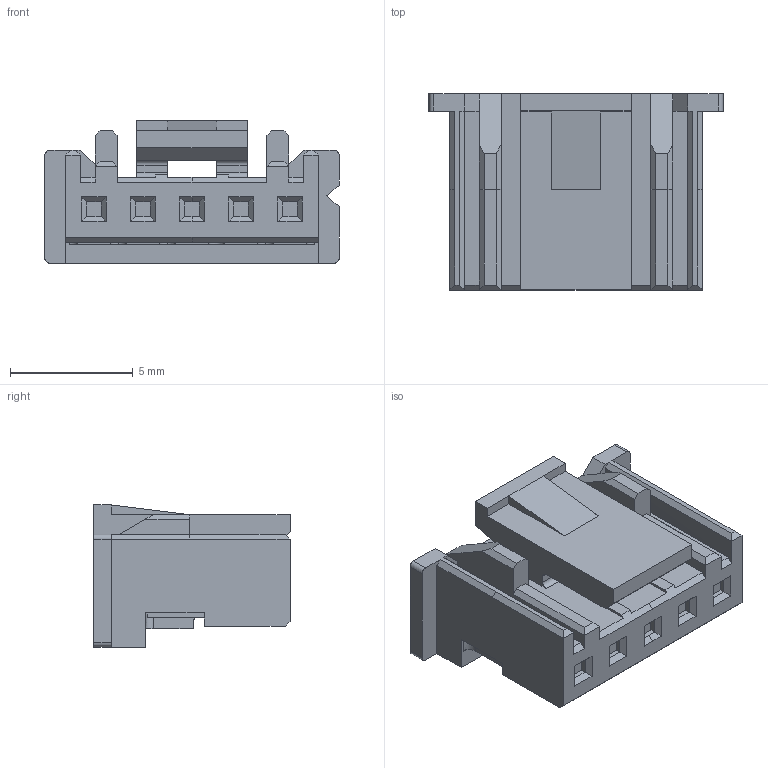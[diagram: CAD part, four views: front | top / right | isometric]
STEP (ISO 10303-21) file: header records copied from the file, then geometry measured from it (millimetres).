
FILE_DESCRIPTION( ('This file contains a STEP AP42 implementation' ,'as created by ZW3D STEP Interface translator.') ,'2;1' );
FILE_NAME( 'WF2018-HXXXX2.stp' ,'241019.11 5 0', (''), ('ZWCAD Software Co.'), 'Version 1.0', 'ZW3D to STEP translator', '' );
FILE_SCHEMA(('AUTOMOTIVE_DESIGN { 1 0 10303 214 1 1 1 1 }'));
Length unit declared in the file: millimetre
Products named in the file (2): 0; WF2018-H05XX2
Bounding box: 12 x 8 x 5.8 mm (x, y, z)
Volume: 296.7 mm3; surface area: 538.7 mm2
Topology: 1 solids, 1 shells, 302 faces, 798 edges, 511 vertices
Faces by surface type: plane 281, cylinder 14, bspline 7
Entity records: 9494 total; most frequent: CARTESIAN_POINT 1757, ORIENTED_EDGE 1596, DIRECTION 1401, EDGE_CURVE 798, VECTOR 747, LINE 747, VERTEX_POINT 511, AXIS2_PLACEMENT_3D 327
